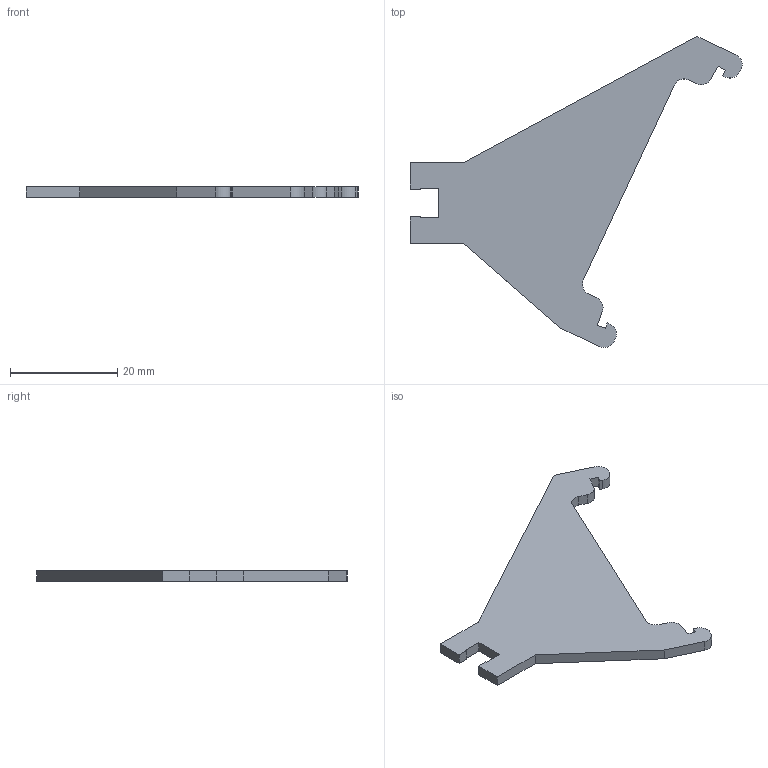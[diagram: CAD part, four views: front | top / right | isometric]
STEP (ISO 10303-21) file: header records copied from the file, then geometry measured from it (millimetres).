
FILE_DESCRIPTION (( 'STEP AP214' ), '1' );
FILE_NAME ('6115995.stp', '2016-06-21T10:43:20', ( '' ), ( '' ), 'SwSTEP 2.0', 'SolidWorks 2014', '' );
FILE_SCHEMA (( 'AUTOMOTIVE_DESIGN' ));
Length unit declared in the file: millimetre
Products named in the file (1): 6115995
Bounding box: 61.86 x 57.94 x 2 mm (x, y, z)
Volume: 2527.1 mm3; surface area: 2962 mm2
Topology: 1 solids, 1 shells, 39 faces, 111 edges, 74 vertices
Faces by surface type: plane 30, cylinder 9
Entity records: 1297 total; most frequent: CARTESIAN_POINT 225, ORIENTED_EDGE 222, DIRECTION 209, EDGE_CURVE 111, VECTOR 93, LINE 93, VERTEX_POINT 74, AXIS2_PLACEMENT_3D 58
